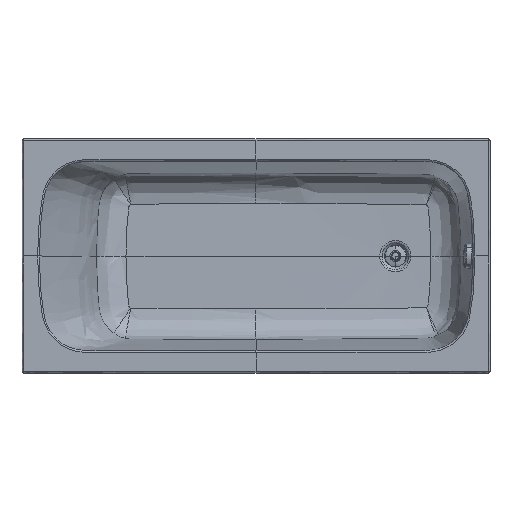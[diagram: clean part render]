
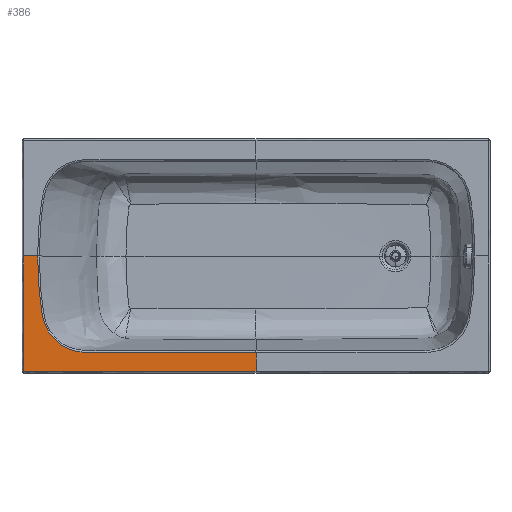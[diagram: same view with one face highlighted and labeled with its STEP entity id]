
A CAD part, top view. The second image highlights one B-rep face of the part: STEP entity #386.
In plain terms, the highlighted planar face has unit normal (0, 0, 1).
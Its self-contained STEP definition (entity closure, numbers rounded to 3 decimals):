
#386=ADVANCED_FACE('',(#795),#6202,.T.);
#795=FACE_OUTER_BOUND('',#1203,.T.);
#1203=EDGE_LOOP('',(#3074,#3075,#3076,#3077,#3078,#3079));
#3074=ORIENTED_EDGE('',*,*,#4139,.T.);
#3075=ORIENTED_EDGE('',*,*,#4140,.T.);
#3076=ORIENTED_EDGE('',*,*,#4133,.T.);
#3077=ORIENTED_EDGE('',*,*,#4169,.T.);
#3078=ORIENTED_EDGE('',*,*,#4194,.T.);
#3079=ORIENTED_EDGE('',*,*,#4191,.T.);
#4133=EDGE_CURVE('',#5757,#5775,#5170,.T.);
#4139=EDGE_CURVE('',#5780,#5759,#5176,.T.);
#4140=EDGE_CURVE('',#5759,#5757,#5177,.T.);
#4169=EDGE_CURVE('',#5775,#5782,#5190,.T.);
#4191=EDGE_CURVE('',#5783,#5780,#5200,.T.);
#4194=EDGE_CURVE('',#5782,#5783,#4637,.T.);
#4637=(
BOUNDED_CURVE()
B_SPLINE_CURVE(2,(#69934,#69935,#69936),.UNSPECIFIED.,.F.,.F.)
B_SPLINE_CURVE_WITH_KNOTS((3,3),(0.,1.571),.UNSPECIFIED.)
CURVE()
GEOMETRIC_REPRESENTATION_ITEM()
RATIONAL_B_SPLINE_CURVE((1.,0.707,1.))
REPRESENTATION_ITEM('')
);
#5170=B_SPLINE_CURVE_WITH_KNOTS('',1,(#69500,#69501),.UNSPECIFIED.,.F.,
 .F.,(2,2),(0.,45.104),.UNSPECIFIED.);
#5176=B_SPLINE_CURVE_WITH_KNOTS('',1,(#69728,#69729),.UNSPECIFIED.,.F.,
 .F.,(2,2),(-59.649,0.),.UNSPECIFIED.);
#5177=B_SPLINE_CURVE_WITH_KNOTS('',5,(#69730,#69731,#69732,#69733,#69734,
#69735,#69736,#69737,#69738,#69739,#69740,#69741,#69742,#69743,#69744,#69745,
#69746,#69747,#69748,#69749,#69750,#69751,#69752,#69753,#69754,#69755,#69756,
#69757,#69758,#69759,#69760,#69761,#69762,#69763,#69764,#69765,#69766,#69767,
#69768,#69769,#69770,#69771,#69772,#69773,#69774,#69775,#69776,#69777,#69778,
#69779,#69780,#69781,#69782,#69783,#69784,#69785,#69786,#69787,#69788,#69789,
#69790,#69791,#69792,#69793,#69794,#69795,#69796,#69797,#69798),
 .UNSPECIFIED.,.F.,.F.,(6,3,3,3,3,3,3,3,3,3,3,3,3,3,3,3,3,3,3,3,3,3,6),
(-1377.619,-1275.162,-780.449,-765.207,-748.859,
-732.509,-727.745,-720.415,-713.051,-700.58,
-678.231,-647.212,-627.218,-587.829,-548.722,
-508.634,-494.393,-479.127,-461.664,-440.576,
-430.586,-425.73,-220.988),.UNSPECIFIED.);
#5190=B_SPLINE_CURVE_WITH_KNOTS('',1,(#69871,#69872),.UNSPECIFIED.,.F.,
 .F.,(2,2),(-369.,0.),.UNSPECIFIED.);
#5200=B_SPLINE_CURVE_WITH_KNOTS('',1,(#69927,#69928),.UNSPECIFIED.,.F.,
 .F.,(2,2),(0.,744.),.UNSPECIFIED.);
#5757=VERTEX_POINT('',#65195);
#5759=VERTEX_POINT('',#65197);
#5775=VERTEX_POINT('',#65213);
#5780=VERTEX_POINT('',#65218);
#5782=VERTEX_POINT('',#65220);
#5783=VERTEX_POINT('',#65221);
#6202=PLANE('',#6321);
#6321=AXIS2_PLACEMENT_3D('',#64176,#6423,$);
#6423=DIRECTION('',(0.,0.,1.));
#64176=CARTESIAN_POINT('',(76.289,37.053,600.));
#65195=CARTESIAN_POINT('',(-699.896,0.,600.));
#65197=CARTESIAN_POINT('',(0.,-310.351,600.));
#65213=CARTESIAN_POINT('',(-745.,0.,600.));
#65218=CARTESIAN_POINT('',(0.,-370.,600.));
#65220=CARTESIAN_POINT('',(-745.,-369.,600.));
#65221=CARTESIAN_POINT('',(-744.,-370.,600.));
#69500=CARTESIAN_POINT('',(-699.896,0.,600.));
#69501=CARTESIAN_POINT('',(-745.,0.,600.));
#69728=CARTESIAN_POINT('',(0.,-370.,600.));
#69729=CARTESIAN_POINT('',(0.,-310.351,600.));
#69730=CARTESIAN_POINT('',(0.,-310.351,600.));
#69731=CARTESIAN_POINT('',(-16.613,-310.352,600.));
#69732=CARTESIAN_POINT('',(-33.422,-310.351,600.));
#69733=CARTESIAN_POINT('',(-50.43,-310.346,600.));
#69734=CARTESIAN_POINT('',(-146.44,-310.31,600.));
#69735=CARTESIAN_POINT('',(-242.449,-310.196,600.));
#69736=CARTESIAN_POINT('',(-321.986,-310.048,600.));
#69737=CARTESIAN_POINT('',(-403.973,-309.84,600.));
#69738=CARTESIAN_POINT('',(-485.96,-309.575,600.));
#69739=CARTESIAN_POINT('',(-489.3,-309.564,600.));
#69740=CARTESIAN_POINT('',(-494.379,-309.547,600.));
#69741=CARTESIAN_POINT('',(-499.458,-309.531,600.));
#69742=CARTESIAN_POINT('',(-502.086,-309.522,600.));
#69743=CARTESIAN_POINT('',(-507.342,-309.506,600.));
#69744=CARTESIAN_POINT('',(-512.599,-309.492,600.));
#69745=CARTESIAN_POINT('',(-515.226,-309.485,600.));
#69746=CARTESIAN_POINT('',(-518.619,-309.478,600.));
#69747=CARTESIAN_POINT('',(-522.013,-309.472,600.));
#69748=CARTESIAN_POINT('',(-523.33,-309.47,600.));
#69749=CARTESIAN_POINT('',(-525.274,-309.467,600.));
#69750=CARTESIAN_POINT('',(-527.219,-309.465,600.));
#69751=CARTESIAN_POINT('',(-528.399,-309.462,600.));
#69752=CARTESIAN_POINT('',(-530.766,-309.455,600.));
#69753=CARTESIAN_POINT('',(-533.138,-309.439,600.));
#69754=CARTESIAN_POINT('',(-534.299,-309.428,600.));
#69755=CARTESIAN_POINT('',(-537.504,-309.387,600.));
#69756=CARTESIAN_POINT('',(-540.715,-309.315,600.));
#69757=CARTESIAN_POINT('',(-542.736,-309.254,600.));
#69758=CARTESIAN_POINT('',(-548.379,-309.032,600.));
#69759=CARTESIAN_POINT('',(-554.028,-308.645,600.));
#69760=CARTESIAN_POINT('',(-557.652,-308.316,600.));
#69761=CARTESIAN_POINT('',(-566.29,-307.315,600.));
#69762=CARTESIAN_POINT('',(-574.865,-305.766,600.));
#69763=CARTESIAN_POINT('',(-579.812,-304.663,600.));
#69764=CARTESIAN_POINT('',(-587.867,-302.507,600.));
#69765=CARTESIAN_POINT('',(-595.746,-299.779,600.));
#69766=CARTESIAN_POINT('',(-598.806,-298.62,600.));
#69767=CARTESIAN_POINT('',(-607.781,-294.918,600.));
#69768=CARTESIAN_POINT('',(-616.411,-290.44,600.));
#69769=CARTESIAN_POINT('',(-621.953,-287.134,600.));
#69770=CARTESIAN_POINT('',(-632.577,-279.901,600.));
#69771=CARTESIAN_POINT('',(-642.259,-271.451,600.));
#69772=CARTESIAN_POINT('',(-646.823,-266.955,600.));
#69773=CARTESIAN_POINT('',(-655.49,-257.316,600.));
#69774=CARTESIAN_POINT('',(-662.919,-246.702,600.));
#69775=CARTESIAN_POINT('',(-666.344,-241.11,600.));
#69776=CARTESIAN_POINT('',(-670.517,-233.276,600.));
#69777=CARTESIAN_POINT('',(-674.072,-225.166,600.));
#69778=CARTESIAN_POINT('',(-674.961,-223.024,600.));
#69779=CARTESIAN_POINT('',(-676.719,-218.551,600.));
#69780=CARTESIAN_POINT('',(-678.303,-214.018,600.));
#69781=CARTESIAN_POINT('',(-679.078,-211.657,600.));
#69782=CARTESIAN_POINT('',(-680.645,-206.571,600.));
#69783=CARTESIAN_POINT('',(-682.022,-201.434,600.));
#69784=CARTESIAN_POINT('',(-682.705,-198.681,600.));
#69785=CARTESIAN_POINT('',(-684.109,-192.586,600.));
#69786=CARTESIAN_POINT('',(-685.305,-186.455,600.));
#69787=CARTESIAN_POINT('',(-685.904,-183.098,600.));
#69788=CARTESIAN_POINT('',(-686.722,-178.139,600.));
#69789=CARTESIAN_POINT('',(-687.465,-173.177,600.));
#69790=CARTESIAN_POINT('',(-687.698,-171.582,600.));
#69791=CARTESIAN_POINT('',(-688.036,-169.212,600.));
#69792=CARTESIAN_POINT('',(-688.366,-166.843,600.));
#69793=CARTESIAN_POINT('',(-688.489,-165.957,600.));
#69794=CARTESIAN_POINT('',(-693.092,-132.508,600.));
#69795=CARTESIAN_POINT('',(-696.532,-98.9,600.));
#69796=CARTESIAN_POINT('',(-698.774,-65.967,600.));
#69797=CARTESIAN_POINT('',(-699.895,-32.983,600.));
#69798=CARTESIAN_POINT('',(-699.896,0.,600.));
#69871=CARTESIAN_POINT('',(-745.,0.,600.));
#69872=CARTESIAN_POINT('',(-745.,-369.,600.));
#69927=CARTESIAN_POINT('',(-744.,-370.,600.));
#69928=CARTESIAN_POINT('',(0.,-370.,600.));
#69934=CARTESIAN_POINT('',(-745.,-369.,600.));
#69935=CARTESIAN_POINT('',(-745.,-370.,600.));
#69936=CARTESIAN_POINT('',(-744.,-370.,600.));
